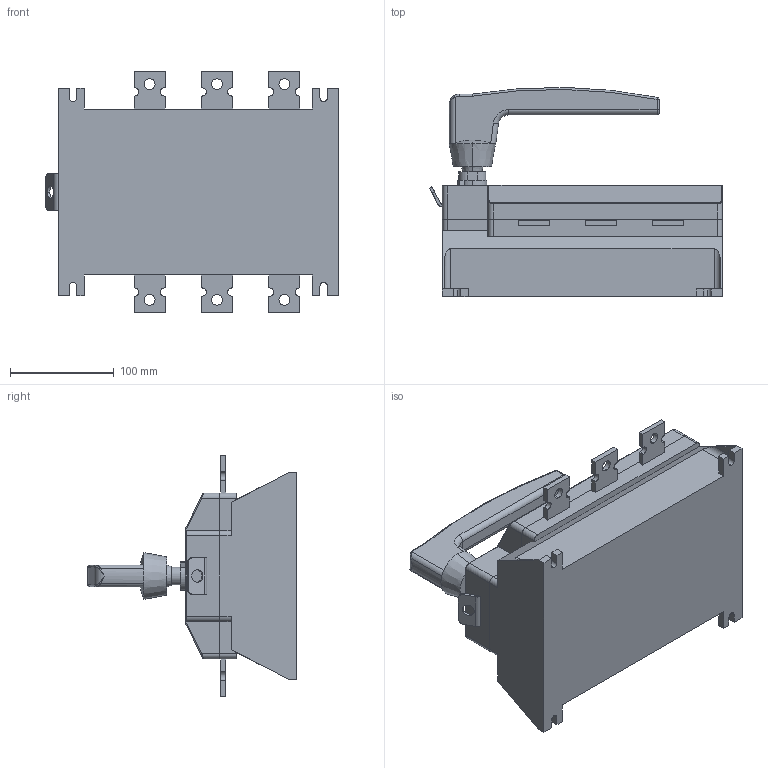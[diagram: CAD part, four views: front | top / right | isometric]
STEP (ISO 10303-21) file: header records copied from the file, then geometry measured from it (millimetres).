
FILE_DESCRIPTION (( 'STEP AP214' ), '1' );
FILE_NAME ('Âûêëþ÷àòåëü-ðàçúåäèíèòåëü ÂÐÝ 400À.STEP', '2018-03-14T12:29:51', ( '' ), ( '' ), 'SwSTEP 2.0', 'SolidWorks 2017', '' );
FILE_SCHEMA (( 'AUTOMOTIVE_DESIGN' ));
Length unit declared in the file: millimetre
Products named in the file (1): Âûêëþ÷àòåëü-ðàçúåäèíèòåëü ÂÐÝ 400À
Bounding box: 282.22 x 201.43 x 232 mm (x, y, z)
Volume: 4534165.9 mm3; surface area: 303808 mm2
Topology: 4 solids, 4 shells, 468 faces, 1239 edges, 812 vertices
Faces by surface type: plane 272, bspline 93, cylinder 83, torus 14, cone 4, sphere 2
Entity records: 17820 total; most frequent: CARTESIAN_POINT 6469, ORIENTED_EDGE 2474, DIRECTION 1965, EDGE_CURVE 1237, LINE 849, VECTOR 849, VERTEX_POINT 812, AXIS2_PLACEMENT_3D 558
